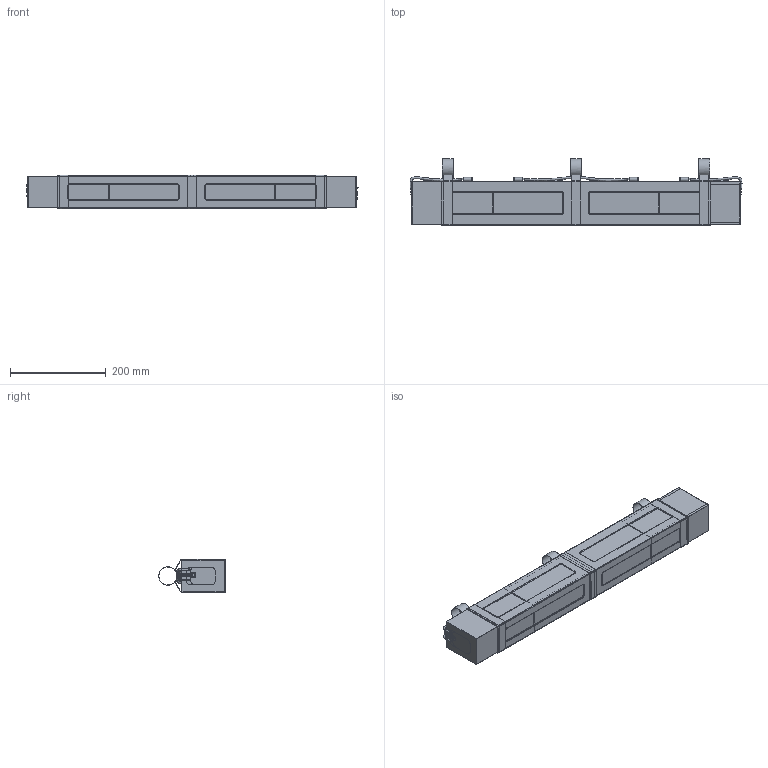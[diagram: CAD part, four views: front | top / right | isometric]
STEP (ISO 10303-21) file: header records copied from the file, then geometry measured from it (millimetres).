
FILE_DESCRIPTION(('FreeCAD Model'),'2;1');
FILE_NAME('Open CASCADE Shape Model','2025-04-26T19:57:25',('FreeCAD'),( 'FreeCAD'),'Open CASCADE STEP processor 7.6','FreeCAD','Unknown');
FILE_SCHEMA(('AUTOMOTIVE_DESIGN { 1 0 10303 214 1 1 1 1 }'));
Length unit declared in the file: millimetre
Products named in the file (1): Open CASCADE STEP translator 7.6 1
Bounding box: 693.32 x 139.02 x 69.52 mm (x, y, z)
Volume: 4054753 mm3; surface area: 556399.7 mm2
Topology: 60 solids, 60 shells, 761 faces, 1729 edges, 1118 vertices
Faces by surface type: bspline 761
Entity records: 27671 total; most frequent: CARTESIAN_POINT 17703, ORIENTED_EDGE 3458, EDGE_CURVE 1729, VERTEX_POINT 1118, FACE_BOUND 815, EDGE_LOOP 815, B_SPLINE_CURVE_WITH_KNOTS 813, ADVANCED_FACE 761
